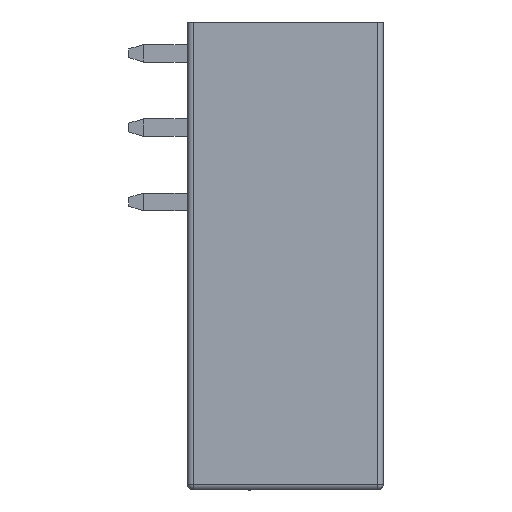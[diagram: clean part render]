
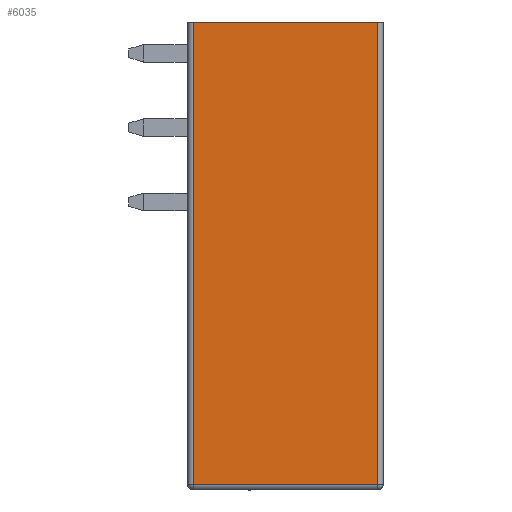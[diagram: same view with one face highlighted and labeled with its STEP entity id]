
A CAD part, front view. The second image highlights one B-rep face of the part: STEP entity #6035.
In plain terms, the highlighted planar face has unit normal (0, -1, 0).
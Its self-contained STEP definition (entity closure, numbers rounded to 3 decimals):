
#1400=DIRECTION('',(0.,0.,1.));
#1401=VECTOR('',#1400,31.6);
#1402=CARTESIAN_POINT('',(6.3,-50.44,-15.6));
#1403=LINE('',#1402,#1401);
#1404=DIRECTION('',(1.,0.,0.));
#1405=VECTOR('',#1404,12.6);
#1406=CARTESIAN_POINT('',(-6.3,-50.44,-15.6));
#1407=LINE('',#1406,#1405);
#1408=DIRECTION('',(0.,0.,-1.));
#1409=VECTOR('',#1408,31.6);
#1410=CARTESIAN_POINT('',(-6.3,-50.44,16.));
#1411=LINE('',#1410,#1409);
#1412=DIRECTION('',(1.,0.,0.));
#1413=VECTOR('',#1412,12.6);
#1414=CARTESIAN_POINT('',(-6.3,-50.44,16.));
#1415=LINE('',#1414,#1413);
#3840=CARTESIAN_POINT('',(6.3,-50.44,16.));
#3842=VERTEX_POINT('',#3840);
#3846=CARTESIAN_POINT('',(6.3,-50.44,-15.6));
#3847=VERTEX_POINT('',#3846);
#3850=CARTESIAN_POINT('',(-6.3,-50.44,-15.6));
#3851=VERTEX_POINT('',#3850);
#3857=CARTESIAN_POINT('',(-6.3,-50.44,16.));
#3859=VERTEX_POINT('',#3857);
#6022=CARTESIAN_POINT('',(0.,-50.44,0.));
#6023=DIRECTION('',(0.,1.,0.));
#6024=DIRECTION('',(1.,0.,0.));
#6025=AXIS2_PLACEMENT_3D('',#6022,#6023,#6024);
#6026=PLANE('',#6025);
#6028=ORIENTED_EDGE('',*,*,#6027,.F.);
#6030=ORIENTED_EDGE('',*,*,#6029,.F.);
#6031=ORIENTED_EDGE('',*,*,#6014,.F.);
#6032=ORIENTED_EDGE('',*,*,#3867,.T.);
#6033=EDGE_LOOP('',(#6028,#6030,#6031,#6032));
#6034=FACE_OUTER_BOUND('',#6033,.F.);
#3867=EDGE_CURVE('',#3859,#3842,#1415,.T.);
#6014=EDGE_CURVE('',#3859,#3851,#1411,.T.);
#6027=EDGE_CURVE('',#3847,#3842,#1403,.T.);
#6029=EDGE_CURVE('',#3851,#3847,#1407,.T.);
#6035=ADVANCED_FACE('',(#6034),#6026,.F.);
